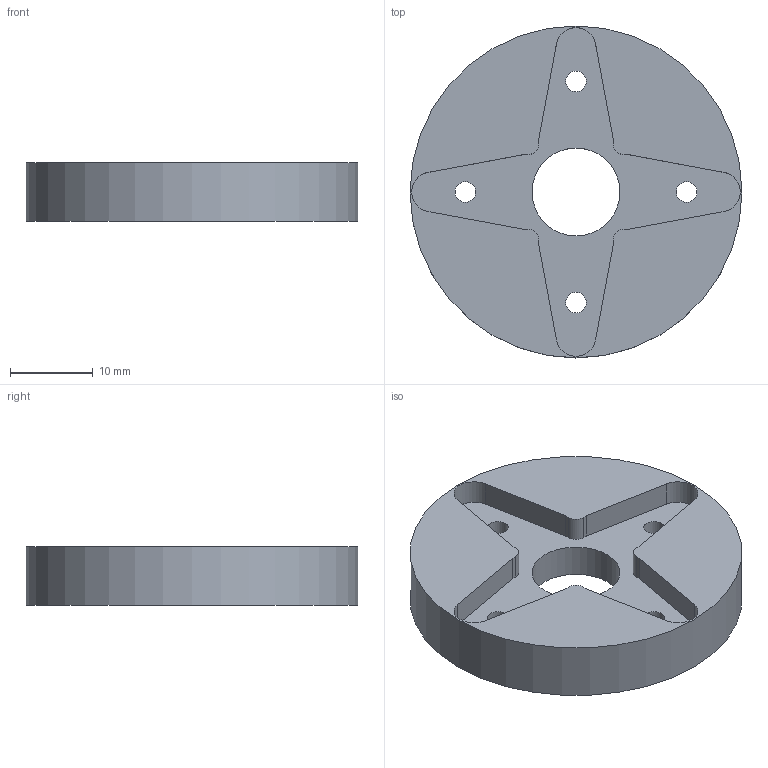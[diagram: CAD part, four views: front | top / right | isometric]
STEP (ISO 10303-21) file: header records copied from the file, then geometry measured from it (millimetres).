
FILE_DESCRIPTION(('FreeCAD Model'),'2;1');
FILE_NAME('Open CASCADE Shape Model','2022-06-06T13:03:53',('Author'),( ''),'Open CASCADE STEP processor 7.5','FreeCAD','Unknown');
FILE_SCHEMA(('AUTOMOTIVE_DESIGN { 1 0 10303 214 1 1 1 1 }'));
Length unit declared in the file: millimetre
Products named in the file (1): Whell Servo R 20 Holes 1.25
Bounding box: 40 x 40 x 7 mm (x, y, z)
Volume: 6889.9 mm3; surface area: 3834.1 mm2
Topology: 1 solids, 1 shells, 33 faces, 94 edges, 64 vertices
Faces by surface type: plane 19, cylinder 14
Full cylindrical faces by diameter (mm): 2.5 x4, 10.6 x1, 40 x1
Entity records: 2419 total; most frequent: CARTESIAN_POINT 470, DIRECTION 357, LINE 206, VECTOR 206, ORIENTED_EDGE 188, PCURVE 188, DEFINITIONAL_REPRESENTATION 188, EDGE_CURVE 94
